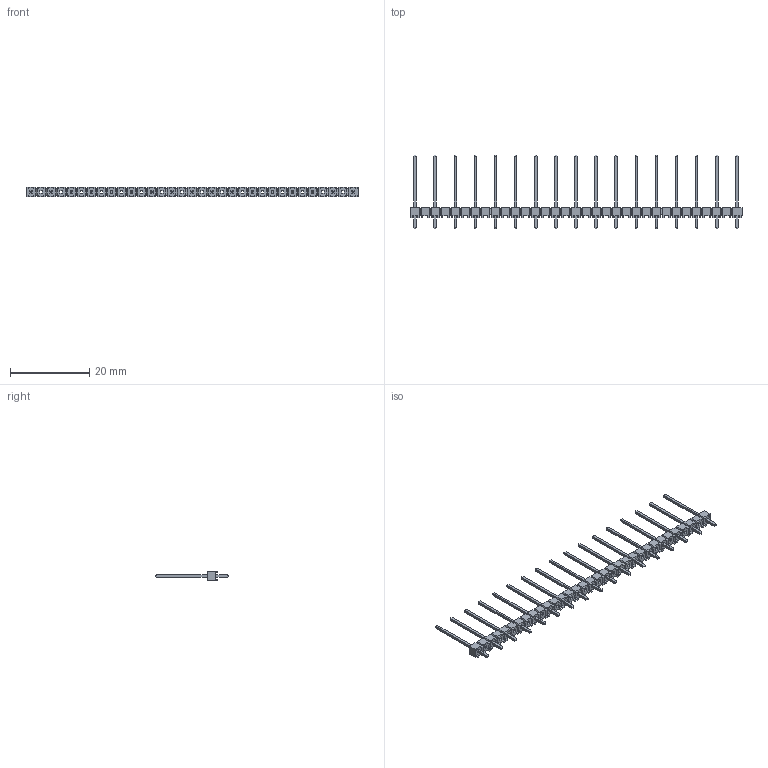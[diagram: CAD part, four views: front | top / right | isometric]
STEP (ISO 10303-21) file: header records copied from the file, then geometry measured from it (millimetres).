
FILE_DESCRIPTION(/* description */ ('STEP AP214'),/* implementation_level */ '2;1');
FILE_NAME(/* name */ 'HTSW-217-15-T-S',/* time_stamp */ '2025-03-31T00:08:31+02:00',/* author */ ('License CC BY-ND 4.0'),/* organization */ ('CADENAS'),/* preprocessor_version */ 'ST-DEVELOPER v19.3',/* originating_system */ 'PARTsolutions',/* authorisation */ ' ');
FILE_SCHEMA (('AUTOMOTIVE_DESIGN {1 0 10303 214 3 1 1}'));
Length unit declared in the file: inch
Products named in the file (4): HTSW-217-15-T-S; HTSW-217-15-T-S_body; T-1S6-09-HTSW-2--15-17--T-S; T-1S6-09-HTSW-2--15-17--T-S2
Assembly tree (3 placements, depth 2):
  HTSW-217-15-T-S
    HTSW-217-15-T-S_body
    T-1S6-09-HTSW-2--15-17--T-S
    T-1S6-09-HTSW-2--15-17--T-S2
Bounding box: 83.82 x 18.54 x 2.49 mm (x, y, z)
Volume: 520.6 mm3; surface area: 2129.3 mm2
Topology: 3 solids, 3 shells, 1560 faces, 4040 edges, 2520 vertices
Faces by surface type: plane 1560
Entity records: 46248 total; most frequent: CARTESIAN_POINT 8124, ORIENTED_EDGE 8080, DIRECTION 7168, EDGE_CURVE 4040, LINE 4040, VECTOR 4040, VERTEX_POINT 2520, EDGE_LOOP 1724
